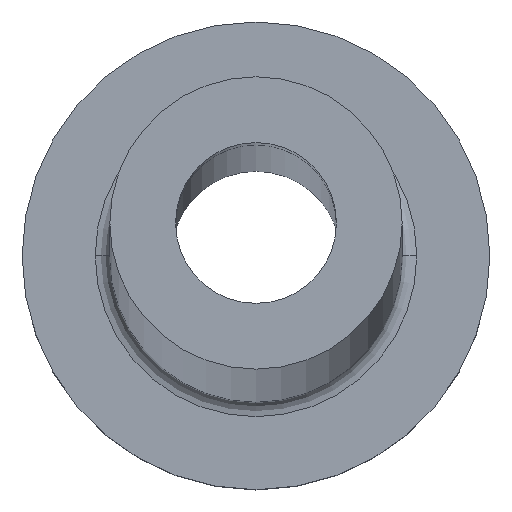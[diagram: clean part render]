
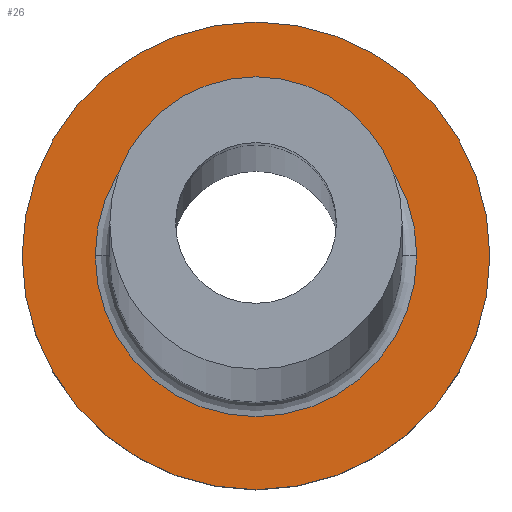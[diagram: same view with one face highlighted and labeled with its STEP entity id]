
A CAD part, top view. The second image highlights one B-rep face of the part: STEP entity #26.
In plain terms, the highlighted planar face has unit normal (0, 0, 1).
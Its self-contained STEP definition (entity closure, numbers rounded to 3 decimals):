
#1 = ORIENTED_EDGE ( 'NONE', *, *, #10, .T. ) ;
#9 = EDGE_LOOP ( 'NONE', ( #135, #1 ) ) ;
#10 = EDGE_CURVE ( 'NONE', #80, #288, #125, .T. ) ;
#26 = ADVANCED_FACE ( 'NONE', ( #402, #85 ), #413, .T. ) ;
#29 = CARTESIAN_POINT ( 'NONE',  ( 0., 0., 5. ) ) ;
#65 = EDGE_LOOP ( 'NONE', ( #234, #385 ) ) ;
#79 = CARTESIAN_POINT ( 'NONE',  ( 0., 0., 5. ) ) ;
#80 = VERTEX_POINT ( 'NONE', #235 ) ;
#85 = FACE_OUTER_BOUND ( 'NONE', #9, .T. ) ;
#104 = VERTEX_POINT ( 'NONE', #139 ) ;
#111 = CIRCLE ( 'NONE', #332, 8. ) ;
#116 = DIRECTION ( 'NONE',  ( 1., 0., 0. ) ) ;
#125 = CIRCLE ( 'NONE', #290, 8. ) ;
#128 = CARTESIAN_POINT ( 'NONE',  ( -5.5, 0., 5. ) ) ;
#132 = CARTESIAN_POINT ( 'NONE',  ( 0., 0., 5. ) ) ;
#135 = ORIENTED_EDGE ( 'NONE', *, *, #228, .T. ) ;
#139 = CARTESIAN_POINT ( 'NONE',  ( 5.5, 0., 5. ) ) ;
#153 = EDGE_CURVE ( 'NONE', #456, #104, #312, .T. ) ;
#160 = DIRECTION ( 'NONE',  ( 1., 0., 0. ) ) ;
#165 = DIRECTION ( 'NONE',  ( 0., 0., -1. ) ) ;
#167 = CARTESIAN_POINT ( 'NONE',  ( -8., 0., 5. ) ) ;
#204 = DIRECTION ( 'NONE',  ( 1., 0., 0. ) ) ;
#214 = CIRCLE ( 'NONE', #445, 5.5 ) ;
#228 = EDGE_CURVE ( 'NONE', #288, #80, #111, .T. ) ;
#234 = ORIENTED_EDGE ( 'NONE', *, *, #403, .T. ) ;
#235 = CARTESIAN_POINT ( 'NONE',  ( 8., 0., 5. ) ) ;
#245 = DIRECTION ( 'NONE',  ( 0., 0., 1. ) ) ;
#251 = AXIS2_PLACEMENT_3D ( 'NONE', #361, #432, #429 ) ;
#288 = VERTEX_POINT ( 'NONE', #167 ) ;
#290 = AXIS2_PLACEMENT_3D ( 'NONE', #79, #334, #439 ) ;
#312 = CIRCLE ( 'NONE', #251, 5.5 ) ;
#332 = AXIS2_PLACEMENT_3D ( 'NONE', #132, #245, #116 ) ;
#334 = DIRECTION ( 'NONE',  ( 0., 0., 1. ) ) ;
#342 = CARTESIAN_POINT ( 'NONE',  ( 0., 0., 5. ) ) ;
#346 = DIRECTION ( 'NONE',  ( 0., 0., 1. ) ) ;
#361 = CARTESIAN_POINT ( 'NONE',  ( 0., 0., 5. ) ) ;
#383 = AXIS2_PLACEMENT_3D ( 'NONE', #342, #346, #160 ) ;
#385 = ORIENTED_EDGE ( 'NONE', *, *, #153, .T. ) ;
#402 = FACE_BOUND ( 'NONE', #65, .T. ) ;
#403 = EDGE_CURVE ( 'NONE', #104, #456, #214, .T. ) ;
#413 = PLANE ( 'NONE',  #383 ) ;
#429 = DIRECTION ( 'NONE',  ( 1., 0., 0. ) ) ;
#432 = DIRECTION ( 'NONE',  ( 0., 0., -1. ) ) ;
#439 = DIRECTION ( 'NONE',  ( 1., 0., 0. ) ) ;
#445 = AXIS2_PLACEMENT_3D ( 'NONE', #29, #165, #204 ) ;
#456 = VERTEX_POINT ( 'NONE', #128 ) ;
